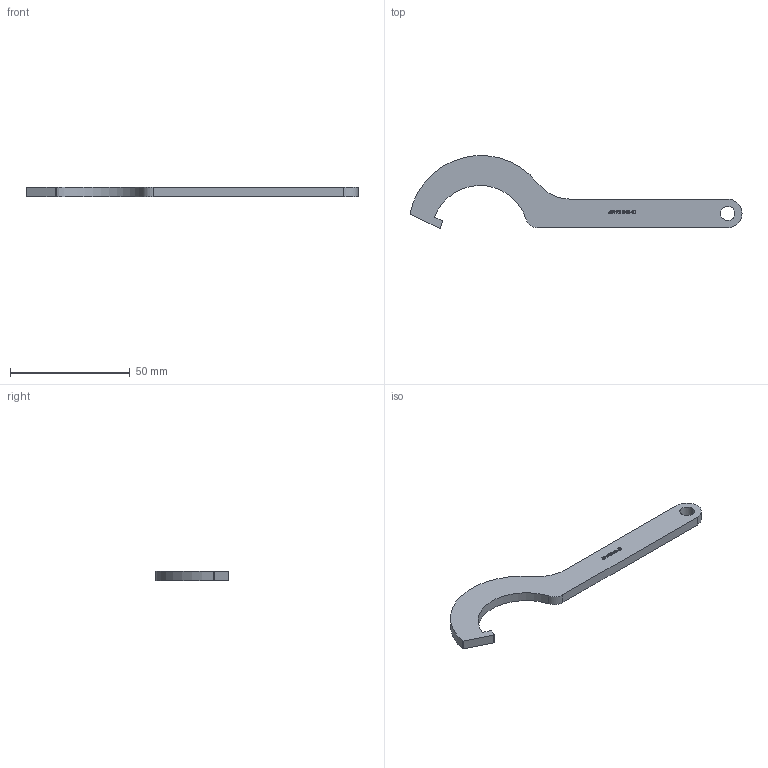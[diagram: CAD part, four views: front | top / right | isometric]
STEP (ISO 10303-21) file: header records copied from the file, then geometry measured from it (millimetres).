
FILE_DESCRIPTION (( 'STEP AP203' ), '1' );
FILE_NAME ('60192-240-40.STEP', '2017-09-01T09:56:29', ( '' ), ( '' ), 'SwSTEP 2.0', 'SolidWorks 2015', '' );
FILE_SCHEMA (( 'CONFIG_CONTROL_DESIGN' ));
Length unit declared in the file: millimetre
Products named in the file (1): 60192-240-40
Bounding box: 138.62 x 30.33 x 4 mm (x, y, z)
Volume: 7164.3 mm3; surface area: 4993.4 mm2
Topology: 1 solids, 1 shells, 152 faces, 393 edges, 262 vertices
Faces by surface type: plane 84, bspline 57, cylinder 11
Entity records: 8514 total; most frequent: CARTESIAN_POINT 5081, ORIENTED_EDGE 786, DIRECTION 493, EDGE_CURVE 393, VERTEX_POINT 262, VECTOR 257, LINE 257, EDGE_LOOP 173
